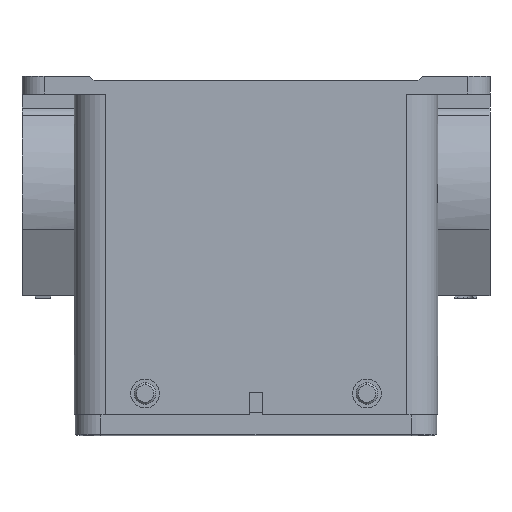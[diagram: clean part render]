
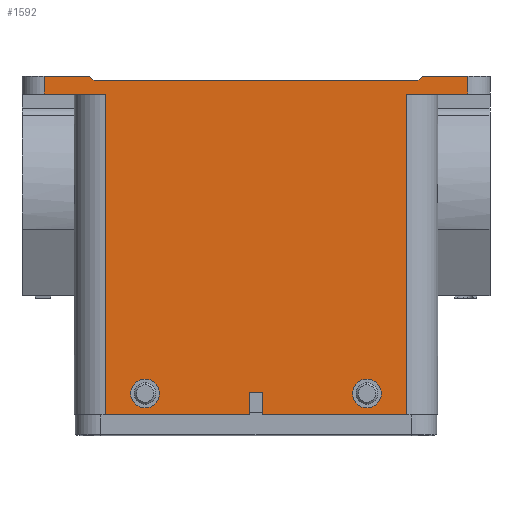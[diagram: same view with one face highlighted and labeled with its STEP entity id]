
A CAD part, front view. The second image highlights one B-rep face of the part: STEP entity #1592.
In plain terms, the highlighted planar face has unit normal (0, -1, 0).
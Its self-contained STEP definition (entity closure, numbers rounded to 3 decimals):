
#148=FACE_BOUND('',#2520,.T.);
#149=FACE_BOUND('',#2521,.T.);
#150=FACE_BOUND('',#2522,.T.);
#325=PLANE('',#7264);
#663=LINE('',#12340,#1138);
#665=LINE('',#12344,#1140);
#667=LINE('',#12348,#1142);
#669=LINE('',#12352,#1144);
#673=LINE('',#12368,#1148);
#677=LINE('',#12381,#1152);
#681=LINE('',#12396,#1156);
#697=LINE('',#12449,#1172);
#701=LINE('',#12457,#1176);
#721=LINE('',#12514,#1196);
#723=LINE('',#12521,#1198);
#727=LINE('',#12532,#1202);
#730=LINE('',#12538,#1205);
#731=LINE('',#12540,#1206);
#732=LINE('',#12541,#1207);
#733=LINE('',#12542,#1208);
#1138=VECTOR('',#8631,1.);
#1140=VECTOR('',#8635,1.);
#1142=VECTOR('',#8639,1.);
#1144=VECTOR('',#8643,1.);
#1148=VECTOR('',#8655,1.);
#1152=VECTOR('',#8667,1.);
#1156=VECTOR('',#8683,1.);
#1172=VECTOR('',#8729,1.);
#1176=VECTOR('',#8741,1.);
#1196=VECTOR('',#8803,1.);
#1198=VECTOR('',#8809,1.);
#1202=VECTOR('',#8819,1.);
#1205=VECTOR('',#8824,1.);
#1206=VECTOR('',#8825,1.);
#1207=VECTOR('',#8826,1.);
#1208=VECTOR('',#8827,1.);
#1592=ADVANCED_FACE('NONE',(#148,#149,#150),#325,.F.);
#2520=EDGE_LOOP('',(#4151,#4152));
#2521=EDGE_LOOP('',(#4153,#4154,#4155,#4156,#4157,#4158,#4159,#4160,#4161,
#4162,#4163,#4164,#4165,#4166,#4167,#4168));
#2522=EDGE_LOOP('',(#4169,#4170));
#4151=ORIENTED_EDGE('',*,*,#5691,.F.);
#4152=ORIENTED_EDGE('',*,*,#6130,.F.);
#4153=ORIENTED_EDGE('',*,*,#6158,.F.);
#4154=ORIENTED_EDGE('',*,*,#6134,.F.);
#4155=ORIENTED_EDGE('',*,*,#6203,.F.);
#4156=ORIENTED_EDGE('',*,*,#6204,.F.);
#4157=ORIENTED_EDGE('',*,*,#6200,.F.);
#4158=ORIENTED_EDGE('',*,*,#6205,.T.);
#4159=ORIENTED_EDGE('',*,*,#6195,.F.);
#4160=ORIENTED_EDGE('',*,*,#6206,.F.);
#4161=ORIENTED_EDGE('',*,*,#6192,.F.);
#4162=ORIENTED_EDGE('',*,*,#6126,.F.);
#4163=ORIENTED_EDGE('',*,*,#6162,.F.);
#4164=ORIENTED_EDGE('',*,*,#6111,.F.);
#4165=ORIENTED_EDGE('',*,*,#6109,.F.);
#4166=ORIENTED_EDGE('',*,*,#6107,.F.);
#4167=ORIENTED_EDGE('',*,*,#6105,.F.);
#4168=ORIENTED_EDGE('',*,*,#6119,.F.);
#4169=ORIENTED_EDGE('',*,*,#5695,.F.);
#4170=ORIENTED_EDGE('',*,*,#6103,.F.);
#4985=VERTEX_POINT('',#11328);
#4986=VERTEX_POINT('',#11329);
#4989=VERTEX_POINT('',#11337);
#4990=VERTEX_POINT('',#11338);
#5254=VERTEX_POINT('',#12339);
#5255=VERTEX_POINT('',#12341);
#5256=VERTEX_POINT('',#12345);
#5257=VERTEX_POINT('',#12349);
#5258=VERTEX_POINT('',#12353);
#5265=VERTEX_POINT('',#12367);
#5270=VERTEX_POINT('',#12380);
#5271=VERTEX_POINT('',#12382);
#5275=VERTEX_POINT('',#12395);
#5276=VERTEX_POINT('',#12397);
#5308=VERTEX_POINT('',#12515);
#5309=VERTEX_POINT('',#12519);
#5311=VERTEX_POINT('',#12522);
#5314=VERTEX_POINT('',#12531);
#5315=VERTEX_POINT('',#12533);
#5317=VERTEX_POINT('',#12539);
#5691=EDGE_CURVE('NONE',#4985,#4986,#6471,.T.);
#5695=EDGE_CURVE('NONE',#4989,#4990,#6473,.T.);
#6103=EDGE_CURVE('NONE',#4990,#4989,#6643,.T.);
#6105=EDGE_CURVE('NONE',#5254,#5255,#663,.T.);
#6107=EDGE_CURVE('NONE',#5255,#5256,#665,.T.);
#6109=EDGE_CURVE('NONE',#5256,#5257,#667,.T.);
#6111=EDGE_CURVE('NONE',#5257,#5258,#669,.T.);
#6119=EDGE_CURVE('',#5265,#5254,#673,.T.);
#6126=EDGE_CURVE('NONE',#5270,#5271,#677,.T.);
#6130=EDGE_CURVE('NONE',#4986,#4985,#6653,.T.);
#6134=EDGE_CURVE('NONE',#5275,#5276,#681,.T.);
#6158=EDGE_CURVE('NONE',#5276,#5265,#697,.T.);
#6162=EDGE_CURVE('NONE',#5258,#5270,#701,.T.);
#6192=EDGE_CURVE('NONE',#5271,#5308,#721,.T.);
#6195=EDGE_CURVE('NONE',#5309,#5311,#723,.T.);
#6200=EDGE_CURVE('NONE',#5314,#5315,#727,.T.);
#6203=EDGE_CURVE('NONE',#5317,#5275,#730,.T.);
#6204=EDGE_CURVE('NONE',#5315,#5317,#731,.T.);
#6205=EDGE_CURVE('NONE',#5314,#5311,#732,.T.);
#6206=EDGE_CURVE('NONE',#5308,#5309,#733,.T.);
#6471=CIRCLE('',#6864,3.25);
#6473=CIRCLE('',#6867,3.25);
#6643=CIRCLE('',#7199,3.25);
#6653=CIRCLE('',#7215,3.25);
#6864=AXIS2_PLACEMENT_3D('',#11327,#7749,#7750);
#6867=AXIS2_PLACEMENT_3D('',#11336,#7757,#7758);
#7199=AXIS2_PLACEMENT_3D('',#12336,#8626,#8627);
#7215=AXIS2_PLACEMENT_3D('',#12388,#8675,#8676);
#7264=AXIS2_PLACEMENT_3D('',#12543,#8828,#8829);
#7749=DIRECTION('',(0.,-1.,0.));
#7750=DIRECTION('',(0.,0.,-1.));
#7757=DIRECTION('',(0.,-1.,0.));
#7758=DIRECTION('',(0.,0.,-1.));
#8626=DIRECTION('',(0.,-1.,0.));
#8627=DIRECTION('',(0.,0.,-1.));
#8631=DIRECTION('',(0.,0.,1.));
#8635=DIRECTION('',(-1.,0.,0.));
#8639=DIRECTION('',(0.,0.,-1.));
#8643=DIRECTION('',(-1.,0.,0.));
#8655=DIRECTION('',(-1.,0.,0.));
#8667=DIRECTION('',(-1.,0.,0.));
#8675=DIRECTION('',(0.,-1.,0.));
#8676=DIRECTION('',(0.,0.,-1.));
#8683=DIRECTION('',(-1.,0.,0.));
#8729=DIRECTION('',(0.,0.,-1.));
#8741=DIRECTION('',(0.,0.,1.));
#8803=DIRECTION('',(0.,0.,1.));
#8809=DIRECTION('',(0.707,0.,-0.707));
#8819=DIRECTION('',(0.707,0.,0.707));
#8824=DIRECTION('',(0.,0.,-1.));
#8825=DIRECTION('',(1.,0.,0.));
#8826=DIRECTION('',(-1.,0.,0.));
#8827=DIRECTION('',(1.,0.,0.));
#8828=DIRECTION('',(0.,1.,0.));
#8829=DIRECTION('',(0.,0.,1.));
#11327=CARTESIAN_POINT('',(25.,-28.25,-71.5));
#11328=CARTESIAN_POINT('',(25.,-28.25,-74.75));
#11329=CARTESIAN_POINT('',(25.,-28.25,-68.25));
#11336=CARTESIAN_POINT('',(-25.,-28.25,-71.5));
#11337=CARTESIAN_POINT('',(-25.,-28.25,-74.75));
#11338=CARTESIAN_POINT('',(-25.,-28.25,-68.25));
#12336=CARTESIAN_POINT('',(-25.,-28.25,-71.5));
#12339=CARTESIAN_POINT('',(1.5,-28.25,-76.322));
#12340=CARTESIAN_POINT('',(1.5,-28.25,0.));
#12341=CARTESIAN_POINT('',(1.5,-28.25,-71.322));
#12344=CARTESIAN_POINT('',(0.,-28.25,-71.322));
#12345=CARTESIAN_POINT('',(-1.5,-28.25,-71.322));
#12348=CARTESIAN_POINT('',(-1.5,-28.25,0.));
#12349=CARTESIAN_POINT('',(-1.5,-28.25,-76.322));
#12352=CARTESIAN_POINT('',(0.,-28.25,-76.322));
#12353=CARTESIAN_POINT('',(-34.,-28.25,-76.322));
#12367=CARTESIAN_POINT('',(34.,-28.25,-76.322));
#12368=CARTESIAN_POINT('',(0.,-28.25,-76.322));
#12380=CARTESIAN_POINT('',(-34.,-28.25,-4.));
#12381=CARTESIAN_POINT('',(0.,-28.25,-4.));
#12382=CARTESIAN_POINT('',(-47.75,-28.25,-4.));
#12388=CARTESIAN_POINT('',(25.,-28.25,-71.5));
#12395=CARTESIAN_POINT('',(47.75,-28.25,-4.));
#12396=CARTESIAN_POINT('',(0.,-28.25,-4.));
#12397=CARTESIAN_POINT('',(34.,-28.25,-4.));
#12449=CARTESIAN_POINT('',(34.,-28.25,0.));
#12457=CARTESIAN_POINT('',(-34.,-28.25,0.));
#12514=CARTESIAN_POINT('',(-47.75,-28.25,0.));
#12515=CARTESIAN_POINT('',(-47.75,-28.25,0.));
#12519=CARTESIAN_POINT('',(-37.5,-28.25,0.));
#12521=CARTESIAN_POINT('',(-37.5,-28.25,0.));
#12522=CARTESIAN_POINT('',(-36.5,-28.25,-1.));
#12531=CARTESIAN_POINT('',(36.5,-28.25,-1.));
#12532=CARTESIAN_POINT('',(36.5,-28.25,-1.));
#12533=CARTESIAN_POINT('',(37.5,-28.25,0.));
#12538=CARTESIAN_POINT('',(47.75,-28.25,-49.816));
#12539=CARTESIAN_POINT('',(47.75,-28.25,0.));
#12540=CARTESIAN_POINT('',(-53.,-28.25,0.));
#12541=CARTESIAN_POINT('',(-36.5,-28.25,-1.));
#12542=CARTESIAN_POINT('',(-53.,-28.25,0.));
#12543=CARTESIAN_POINT('',(0.,-28.25,0.));
